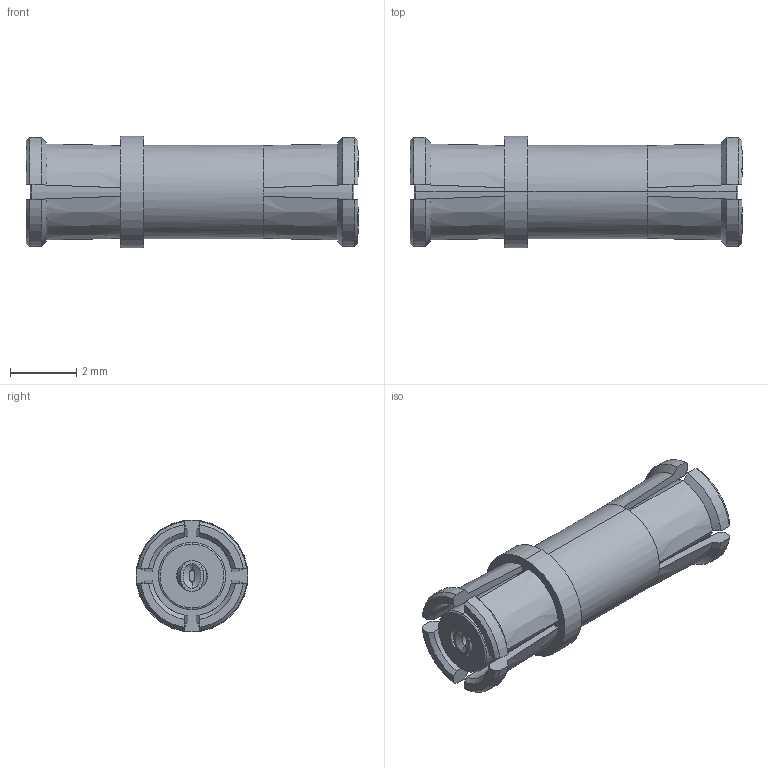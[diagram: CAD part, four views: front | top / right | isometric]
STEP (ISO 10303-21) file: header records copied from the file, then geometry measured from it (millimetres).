
FILE_DESCRIPTION (( 'STEP AP203' ), '1' );
FILE_NAME ('SM2614.step', '2019-07-26T22:48:55', ( '' ), ( '' ), 'SwSTEP 2.0', 'SolidWorks 2018', '' );
FILE_SCHEMA (( 'CONFIG_CONTROL_DESIGN' ));
Length unit declared in the file: inch
Products named in the file (1): SM2614
Bounding box: 10.03 x 3.38 x 3.38 mm (x, y, z)
Volume: 57.2 mm3; surface area: 196.7 mm2
Topology: 1 solids, 5 shells, 157 faces, 440 edges, 308 vertices
Faces by surface type: bspline 44, plane 41, cylinder 40, cone 32
Entity records: 7261 total; most frequent: CARTESIAN_POINT 3722, ORIENTED_EDGE 880, DIRECTION 528, EDGE_CURVE 440, VERTEX_POINT 308, AXIS2_PLACEMENT_3D 226, EDGE_LOOP 172, B_SPLINE_CURVE_WITH_KNOTS 168
